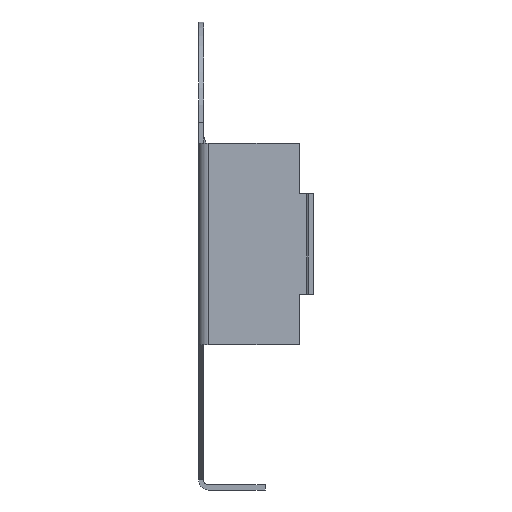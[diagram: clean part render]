
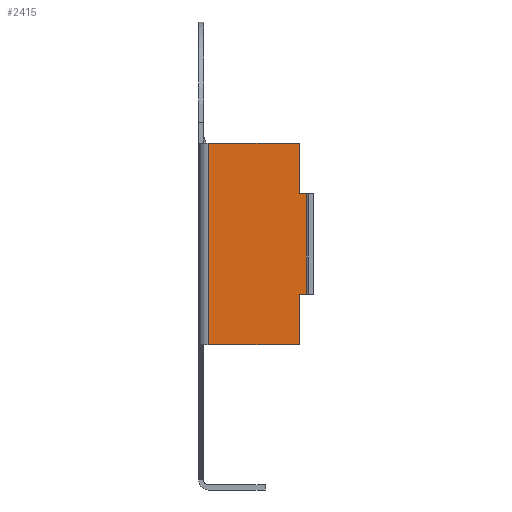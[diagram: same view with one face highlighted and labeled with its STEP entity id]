
A CAD part, left-side view. The second image highlights one B-rep face of the part: STEP entity #2415.
In plain terms, the highlighted planar face has unit normal (-1, 0, 0).
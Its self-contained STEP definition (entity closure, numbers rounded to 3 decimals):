
#86 = VECTOR ( 'NONE', #737, 1000. ) ;
#150 = EDGE_CURVE ( 'NONE', #2525, #1041, #2798, .T. ) ;
#194 = EDGE_CURVE ( 'NONE', #1794, #1590, #2887, .T. ) ;
#201 = VECTOR ( 'NONE', #2623, 1000. ) ;
#249 = VECTOR ( 'NONE', #1920, 1000. ) ;
#253 = LINE ( 'NONE', #2968, #2969 ) ;
#278 = CARTESIAN_POINT ( 'NONE',  ( -12.75, 0.35, 2.5 ) ) ;
#315 = CARTESIAN_POINT ( 'NONE',  ( -12.75, 5.2, 5. ) ) ;
#321 = CARTESIAN_POINT ( 'NONE',  ( -12.75, 0., -2.5 ) ) ;
#444 = CARTESIAN_POINT ( 'NONE',  ( -12.75, 5.7, -5. ) ) ;
#470 = ORIENTED_EDGE ( 'NONE', *, *, #150, .T. ) ;
#480 = AXIS2_PLACEMENT_3D ( 'NONE', #444, #1533, #2614 ) ;
#492 = EDGE_CURVE ( 'NONE', #1794, #1041, #2240, .T. ) ;
#522 = CARTESIAN_POINT ( 'NONE',  ( -12.75, 0.7, 2.5 ) ) ;
#616 = VERTEX_POINT ( 'NONE', #522 ) ;
#627 = EDGE_LOOP ( 'NONE', ( #956, #3384, #3431, #3018, #699, #715, #470, #2873 ) ) ;
#699 = ORIENTED_EDGE ( 'NONE', *, *, #871, .F. ) ;
#715 = ORIENTED_EDGE ( 'NONE', *, *, #1242, .F. ) ;
#737 = DIRECTION ( 'NONE',  ( 0., 0., -1. ) ) ;
#754 = FACE_OUTER_BOUND ( 'NONE', #627, .T. ) ;
#871 = EDGE_CURVE ( 'NONE', #1425, #2486, #2283, .T. ) ;
#956 = ORIENTED_EDGE ( 'NONE', *, *, #194, .T. ) ;
#1024 = VERTEX_POINT ( 'NONE', #278 ) ;
#1041 = VERTEX_POINT ( 'NONE', #2313 ) ;
#1124 = EDGE_CURVE ( 'NONE', #616, #2486, #3048, .T. ) ;
#1242 = EDGE_CURVE ( 'NONE', #2525, #1425, #1931, .T. ) ;
#1257 = CARTESIAN_POINT ( 'NONE',  ( -12.75, 5.7, 5. ) ) ;
#1333 = EDGE_CURVE ( 'NONE', #1590, #1024, #2195, .T. ) ;
#1373 = VECTOR ( 'NONE', #2769, 1000. ) ;
#1425 = VERTEX_POINT ( 'NONE', #315 ) ;
#1460 = VECTOR ( 'NONE', #2473, 1000. ) ;
#1533 = DIRECTION ( 'NONE',  ( 1., 0., 0. ) ) ;
#1568 = CARTESIAN_POINT ( 'NONE',  ( -12.75, 5.2, 5. ) ) ;
#1590 = VERTEX_POINT ( 'NONE', #1934 ) ;
#1794 = VERTEX_POINT ( 'NONE', #2136 ) ;
#1818 = DIRECTION ( 'NONE',  ( 0., -1., 0. ) ) ;
#1850 = CARTESIAN_POINT ( 'NONE',  ( -12.75, 0.7, -2.5 ) ) ;
#1920 = DIRECTION ( 'NONE',  ( 0., -1., 0. ) ) ;
#1931 = LINE ( 'NONE', #1568, #3097 ) ;
#1934 = CARTESIAN_POINT ( 'NONE',  ( -12.75, 0.35, -2.5 ) ) ;
#2136 = CARTESIAN_POINT ( 'NONE',  ( -12.75, 0.7, -2.5 ) ) ;
#2195 = LINE ( 'NONE', #3546, #1460 ) ;
#2240 = LINE ( 'NONE', #1850, #86 ) ;
#2247 = CARTESIAN_POINT ( 'NONE',  ( -12.75, 5.7, -5. ) ) ;
#2283 = LINE ( 'NONE', #1257, #3263 ) ;
#2313 = CARTESIAN_POINT ( 'NONE',  ( -12.75, 0.7, -5. ) ) ;
#2392 = DIRECTION ( 'NONE',  ( 0., 1., 0. ) ) ;
#2415 = ADVANCED_FACE ( 'NONE', ( #754 ), #2900, .F. ) ;
#2433 = DIRECTION ( 'NONE',  ( 0., 0., 1. ) ) ;
#2473 = DIRECTION ( 'NONE',  ( 0., 0., 1. ) ) ;
#2486 = VERTEX_POINT ( 'NONE', #2676 ) ;
#2525 = VERTEX_POINT ( 'NONE', #3505 ) ;
#2614 = DIRECTION ( 'NONE',  ( 0., -1., 0. ) ) ;
#2623 = DIRECTION ( 'NONE',  ( 0., 0., 1. ) ) ;
#2647 = CARTESIAN_POINT ( 'NONE',  ( -12.75, 0.7, 2.5 ) ) ;
#2676 = CARTESIAN_POINT ( 'NONE',  ( -12.75, 0.7, 5. ) ) ;
#2769 = DIRECTION ( 'NONE',  ( 0., -1., 0. ) ) ;
#2798 = LINE ( 'NONE', #2247, #1373 ) ;
#2873 = ORIENTED_EDGE ( 'NONE', *, *, #492, .F. ) ;
#2887 = LINE ( 'NONE', #321, #249 ) ;
#2900 = PLANE ( 'NONE',  #480 ) ;
#2968 = CARTESIAN_POINT ( 'NONE',  ( -12.75, 0., 2.5 ) ) ;
#2969 = VECTOR ( 'NONE', #2392, 1000. ) ;
#3018 = ORIENTED_EDGE ( 'NONE', *, *, #1124, .T. ) ;
#3048 = LINE ( 'NONE', #2647, #201 ) ;
#3097 = VECTOR ( 'NONE', #2433, 1000. ) ;
#3111 = EDGE_CURVE ( 'NONE', #1024, #616, #253, .T. ) ;
#3263 = VECTOR ( 'NONE', #1818, 1000. ) ;
#3384 = ORIENTED_EDGE ( 'NONE', *, *, #1333, .T. ) ;
#3431 = ORIENTED_EDGE ( 'NONE', *, *, #3111, .T. ) ;
#3505 = CARTESIAN_POINT ( 'NONE',  ( -12.75, 5.2, -5. ) ) ;
#3546 = CARTESIAN_POINT ( 'NONE',  ( -12.75, 0.35, -5. ) ) ;
